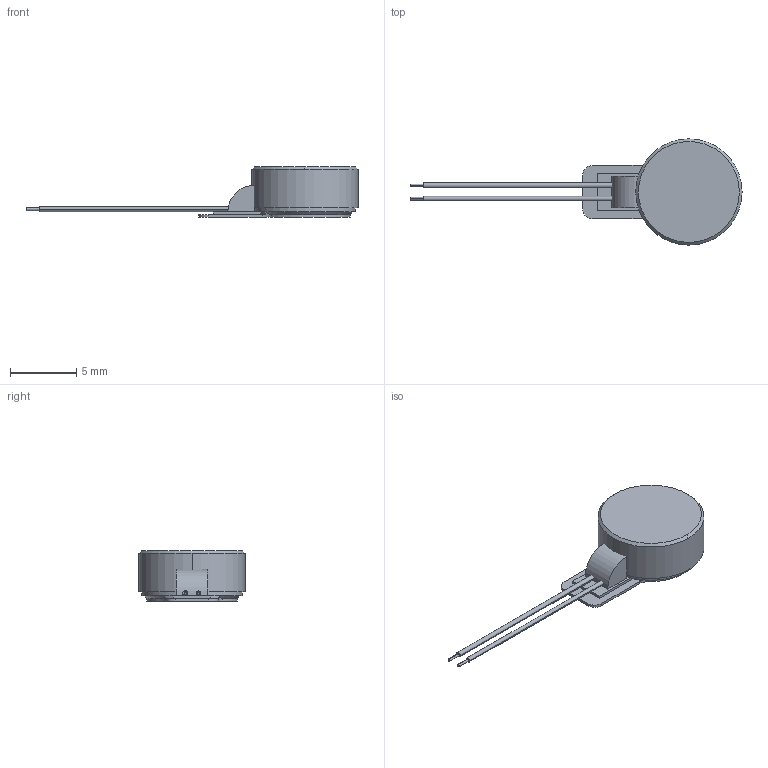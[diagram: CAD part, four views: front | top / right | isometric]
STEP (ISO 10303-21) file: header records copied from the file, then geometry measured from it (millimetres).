
FILE_DESCRIPTION (( 'STEP AP214' ), '1' );
FILE_NAME ('User Library-308-100.STEP', '2018-02-13T14:25:10', ( '' ), ( '' ), 'SwSTEP 2.0', 'SolidWorks 2018', '' );
FILE_SCHEMA (( 'AUTOMOTIVE_DESIGN' ));
Length unit declared in the file: millimetre
Products named in the file (1): User Library-308-100
Bounding box: 25 x 8 x 3.8 mm (x, y, z)
Volume: 201.5 mm3; surface area: 298.4 mm2
Topology: 4 solids, 4 shells, 46 faces, 101 edges, 66 vertices
Faces by surface type: plane 22, cylinder 20, cone 4
Entity records: 1558 total; most frequent: DIRECTION 242, CARTESIAN_POINT 224, ORIENTED_EDGE 202, EDGE_CURVE 101, AXIS2_PLACEMENT_3D 96, VERTEX_POINT 66, VECTOR 50, LINE 50
